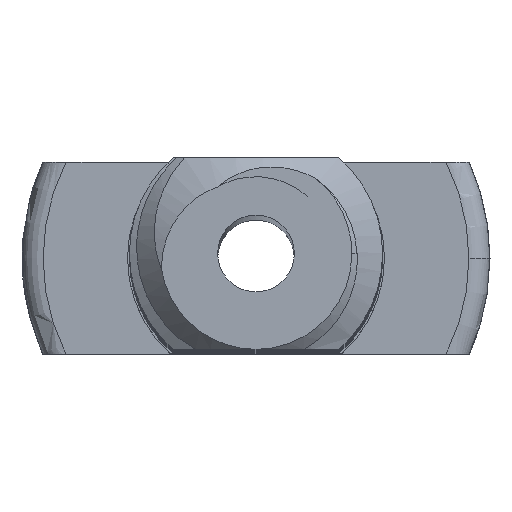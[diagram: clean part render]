
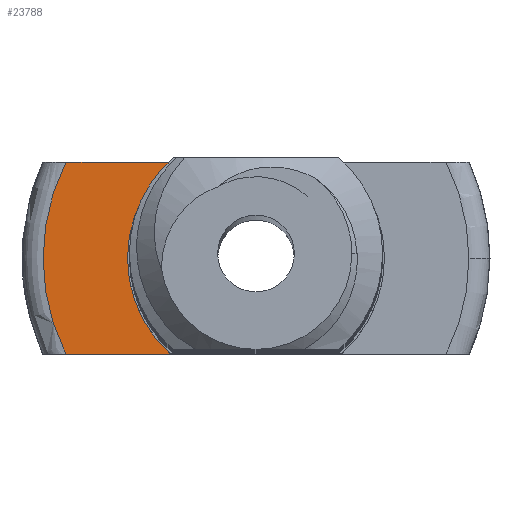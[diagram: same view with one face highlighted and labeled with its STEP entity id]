
A CAD part, top view. The second image highlights one B-rep face of the part: STEP entity #23788.
In plain terms, the highlighted planar face has unit normal (0, 0, 1).
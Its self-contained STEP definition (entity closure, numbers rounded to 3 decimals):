
#5393 = PLANE('',#5394);
#5394 = AXIS2_PLACEMENT_3D('',#5395,#5396,#5397);
#5395 = CARTESIAN_POINT('',(12.5,-2.5,82.848));
#5396 = DIRECTION('',(0.,1.,0.));
#5397 = DIRECTION('',(-1.,0.,0.));
#6182 = PLANE('',#6183);
#6183 = AXIS2_PLACEMENT_3D('',#6184,#6185,#6186);
#6184 = CARTESIAN_POINT('',(-12.5,2.5,82.848));
#6185 = DIRECTION('',(0.,-1.,0.));
#6186 = DIRECTION('',(1.,0.,0.));
#8606 = VERTEX_POINT('',#8607);
#8607 = CARTESIAN_POINT('',(-4.955,-2.5,0.));
#8659 = TOROIDAL_SURFACE('',#8660,5.55,0.55);
#8660 = AXIS2_PLACEMENT_3D('',#8661,#8662,#8663);
#8661 = CARTESIAN_POINT('',(0.,0.,-0.55)
  );
#8662 = DIRECTION('',(0.,0.,1.));
#8663 = DIRECTION('',(1.,0.,0.));
#8690 = EDGE_CURVE('',#8691,#8606,#8693,.T.);
#8691 = VERTEX_POINT('',#8692);
#8692 = CARTESIAN_POINT('',(-2.23,-2.5,0.));
#8693 = SURFACE_CURVE('',#8694,(#8698,#8705),.PCURVE_S1.);
#8694 = LINE('',#8695,#8696);
#8695 = CARTESIAN_POINT('',(6.25,-2.5,0.));
#8696 = VECTOR('',#8697,1.);
#8697 = DIRECTION('',(-1.,0.,0.));
#8698 = PCURVE('',#5393,#8699);
#8699 = DEFINITIONAL_REPRESENTATION('',(#8700),#8704);
#8700 = LINE('',#8701,#8702);
#8701 = CARTESIAN_POINT('',(6.25,-82.848));
#8702 = VECTOR('',#8703,1.);
#8703 = DIRECTION('',(1.,0.));
#8704 = ( GEOMETRIC_REPRESENTATION_CONTEXT(2) 
PARAMETRIC_REPRESENTATION_CONTEXT() REPRESENTATION_CONTEXT('2D SPACE',''
  ) );
#8705 = PCURVE('',#8706,#8711);
#8706 = PLANE('',#8707);
#8707 = AXIS2_PLACEMENT_3D('',#8708,#8709,#8710);
#8708 = CARTESIAN_POINT('',(0.,0.,
    0.));
#8709 = DIRECTION('',(0.,0.,-1.));
#8710 = DIRECTION('',(1.,0.,0.));
#8711 = DEFINITIONAL_REPRESENTATION('',(#8712),#8716);
#8712 = LINE('',#8713,#8714);
#8713 = CARTESIAN_POINT('',(6.25,2.5));
#8714 = VECTOR('',#8715,1.);
#8715 = DIRECTION('',(-1.,0.));
#8716 = ( GEOMETRIC_REPRESENTATION_CONTEXT(2) 
PARAMETRIC_REPRESENTATION_CONTEXT() REPRESENTATION_CONTEXT('2D SPACE',''
  ) );
#8732 = CYLINDRICAL_SURFACE('',#8733,3.35);
#8733 = AXIS2_PLACEMENT_3D('',#8734,#8735,#8736);
#8734 = CARTESIAN_POINT('',(0.,0.,1.8)
  );
#8735 = DIRECTION('',(0.,0.,-1.));
#8736 = DIRECTION('',(1.,0.,0.));
#21563 = VERTEX_POINT('',#21564);
#21564 = CARTESIAN_POINT('',(-2.23,2.5,0.));
#21585 = EDGE_CURVE('',#21586,#21563,#21588,.T.);
#21586 = VERTEX_POINT('',#21587);
#21587 = CARTESIAN_POINT('',(-4.955,2.5,0.));
#21588 = SURFACE_CURVE('',#21589,(#21593,#21600),.PCURVE_S1.);
#21589 = LINE('',#21590,#21591);
#21590 = CARTESIAN_POINT('',(-6.25,2.5,0.));
#21591 = VECTOR('',#21592,1.);
#21592 = DIRECTION('',(1.,0.,0.));
#21593 = PCURVE('',#6182,#21594);
#21594 = DEFINITIONAL_REPRESENTATION('',(#21595),#21599);
#21595 = LINE('',#21596,#21597);
#21596 = CARTESIAN_POINT('',(6.25,-82.848));
#21597 = VECTOR('',#21598,1.);
#21598 = DIRECTION('',(1.,0.));
#21599 = ( GEOMETRIC_REPRESENTATION_CONTEXT(2) 
PARAMETRIC_REPRESENTATION_CONTEXT() REPRESENTATION_CONTEXT('2D SPACE',''
  ) );
#21600 = PCURVE('',#8706,#21601);
#21601 = DEFINITIONAL_REPRESENTATION('',(#21602),#21606);
#21602 = LINE('',#21603,#21604);
#21603 = CARTESIAN_POINT('',(-6.25,-2.5));
#21604 = VECTOR('',#21605,1.);
#21605 = DIRECTION('',(1.,0.));
#21606 = ( GEOMETRIC_REPRESENTATION_CONTEXT(2) 
PARAMETRIC_REPRESENTATION_CONTEXT() REPRESENTATION_CONTEXT('2D SPACE',''
  ) );
#23320 = EDGE_CURVE('',#8691,#21563,#23321,.T.);
#23321 = SURFACE_CURVE('',#23322,(#23327,#23334),.PCURVE_S1.);
#23322 = CIRCLE('',#23323,3.35);
#23323 = AXIS2_PLACEMENT_3D('',#23324,#23325,#23326);
#23324 = CARTESIAN_POINT('',(0.,0.,
    0.));
#23325 = DIRECTION('',(0.,0.,-1.));
#23326 = DIRECTION('',(1.,0.,0.));
#23327 = PCURVE('',#8732,#23328);
#23328 = DEFINITIONAL_REPRESENTATION('',(#23329),#23333);
#23329 = LINE('',#23330,#23331);
#23330 = CARTESIAN_POINT('',(0.,1.8));
#23331 = VECTOR('',#23332,1.);
#23332 = DIRECTION('',(1.,0.));
#23333 = ( GEOMETRIC_REPRESENTATION_CONTEXT(2) 
PARAMETRIC_REPRESENTATION_CONTEXT() REPRESENTATION_CONTEXT('2D SPACE',''
  ) );
#23334 = PCURVE('',#8706,#23335);
#23335 = DEFINITIONAL_REPRESENTATION('',(#23336),#23340);
#23336 = CIRCLE('',#23337,3.35);
#23337 = AXIS2_PLACEMENT_2D('',#23338,#23339);
#23338 = CARTESIAN_POINT('',(0.,0.));
#23339 = DIRECTION('',(1.,0.));
#23340 = ( GEOMETRIC_REPRESENTATION_CONTEXT(2) 
PARAMETRIC_REPRESENTATION_CONTEXT() REPRESENTATION_CONTEXT('2D SPACE',''
  ) );
#23788 = ADVANCED_FACE('',(#23789),#8706,.F.);
#23789 = FACE_BOUND('',#23790,.T.);
#23790 = EDGE_LOOP('',(#23791,#23792,#23793,#23794));
#23791 = ORIENTED_EDGE('',*,*,#8690,.F.);
#23792 = ORIENTED_EDGE('',*,*,#23320,.T.);
#23793 = ORIENTED_EDGE('',*,*,#21585,.F.);
#23794 = ORIENTED_EDGE('',*,*,#23795,.F.);
#23795 = EDGE_CURVE('',#8606,#21586,#23796,.T.);
#23796 = SURFACE_CURVE('',#23797,(#23802,#23809),.PCURVE_S1.);
#23797 = CIRCLE('',#23798,5.55);
#23798 = AXIS2_PLACEMENT_3D('',#23799,#23800,#23801);
#23799 = CARTESIAN_POINT('',(0.,0.,
    0.));
#23800 = DIRECTION('',(0.,0.,-1.));
#23801 = DIRECTION('',(1.,0.,0.));
#23802 = PCURVE('',#8706,#23803);
#23803 = DEFINITIONAL_REPRESENTATION('',(#23804),#23808);
#23804 = CIRCLE('',#23805,5.55);
#23805 = AXIS2_PLACEMENT_2D('',#23806,#23807);
#23806 = CARTESIAN_POINT('',(0.,0.));
#23807 = DIRECTION('',(1.,0.));
#23808 = ( GEOMETRIC_REPRESENTATION_CONTEXT(2) 
PARAMETRIC_REPRESENTATION_CONTEXT() REPRESENTATION_CONTEXT('2D SPACE',''
  ) );
#23809 = PCURVE('',#8659,#23810);
#23810 = DEFINITIONAL_REPRESENTATION('',(#23811),#23815);
#23811 = LINE('',#23812,#23813);
#23812 = CARTESIAN_POINT('',(0.,7.854));
#23813 = VECTOR('',#23814,1.);
#23814 = DIRECTION('',(-1.,0.));
#23815 = ( GEOMETRIC_REPRESENTATION_CONTEXT(2) 
PARAMETRIC_REPRESENTATION_CONTEXT() REPRESENTATION_CONTEXT('2D SPACE',''
  ) );
